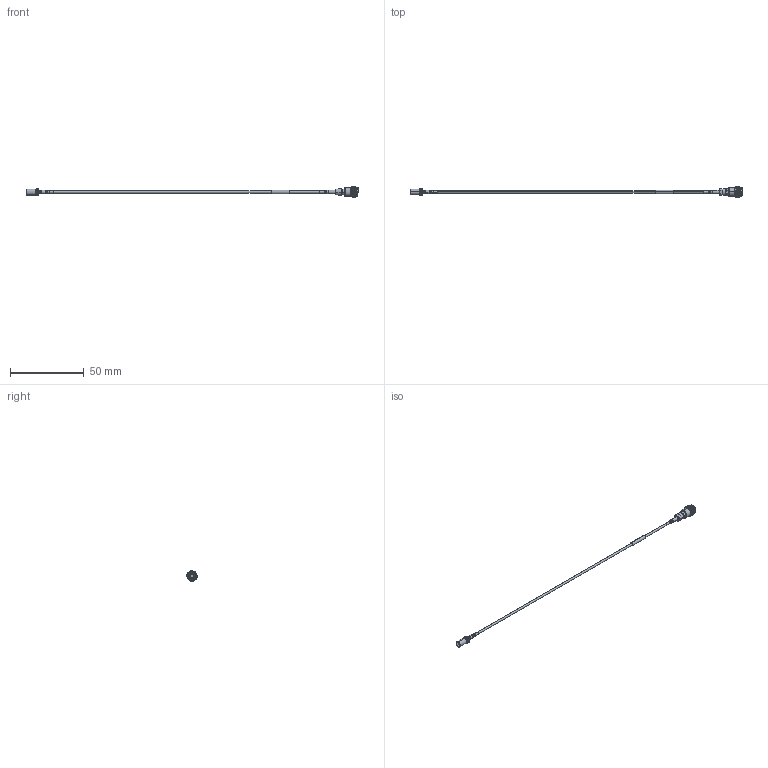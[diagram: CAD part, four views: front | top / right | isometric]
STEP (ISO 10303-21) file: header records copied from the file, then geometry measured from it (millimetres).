
FILE_DESCRIPTION (( 'STEP AP214' ), '1' );
FILE_NAME ('FMCA9726_3D.step', '2024-02-21T16:13:43', ( '' ), ( '' ), 'SwSTEP 2.0', 'SolidWorks 2022', '' );
FILE_SCHEMA (( 'AUTOMOTIVE_DESIGN' ));
Length unit declared in the file: inch
Products named in the file (6): CA-PE-P047_2_Heatshrink_LONG; 1AW01-003_.085 ID; PE-P047HF; PE44800; FMCA9726_3D; PE45539
Assembly tree (6 placements, depth 2):
  FMCA9726_3D
    PE-P047HF
    PE45539
    1AW01-003_.085 ID
    PE44800
    CA-PE-P047_2_Heatshrink_LONG  x2
Bounding box: 224.88 x 7 x 7 mm (x, y, z)
Volume: 816.8 mm3; surface area: 2060.2 mm2
Topology: 6 solids, 6 shells, 189 faces, 424 edges, 263 vertices
Faces by surface type: cylinder 78, plane 52, cone 36, torus 20, bspline 3
Entity records: 6249 total; most frequent: CARTESIAN_POINT 2111, DIRECTION 850, ORIENTED_EDGE 760, EDGE_CURVE 380, AXIS2_PLACEMENT_3D 355, VERTEX_POINT 239, EDGE_LOOP 187, CIRCLE 182
